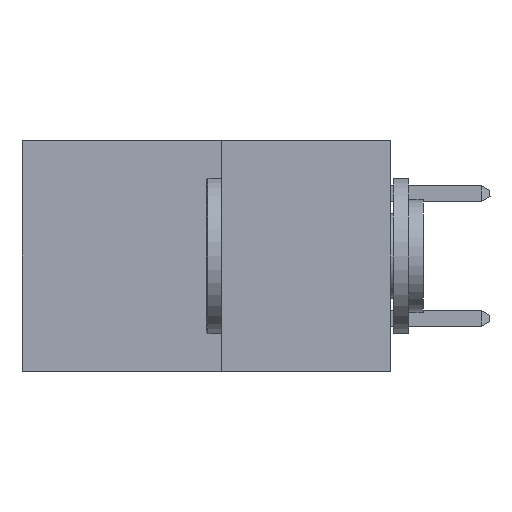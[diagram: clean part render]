
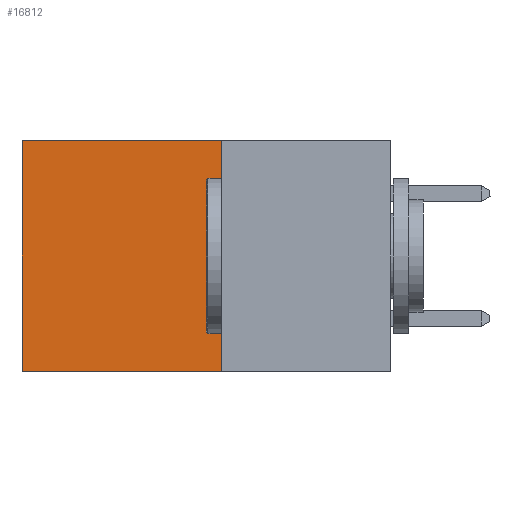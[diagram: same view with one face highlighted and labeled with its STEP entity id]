
A CAD part, left-side view. The second image highlights one B-rep face of the part: STEP entity #16812.
In plain terms, the highlighted planar face has unit normal (-1, 0, 0).
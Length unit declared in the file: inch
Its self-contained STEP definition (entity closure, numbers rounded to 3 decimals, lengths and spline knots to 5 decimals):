
#2275 = DIRECTION ( 'NONE',  ( 0., 0., -1. ) ) ;
#2353 = VECTOR ( 'NONE', #16947, 39.37008 ) ;
#2381 = CARTESIAN_POINT ( 'NONE',  ( 0.277, 0.27, 0. ) ) ;
#2749 = LINE ( 'NONE', #2768, #3661 ) ;
#2768 = CARTESIAN_POINT ( 'NONE',  ( 0.277, 0.27, 0. ) ) ;
#3605 = VERTEX_POINT ( 'NONE', #8957 ) ;
#3661 = VECTOR ( 'NONE', #5604, 39.37008 ) ;
#4718 = ORIENTED_EDGE ( 'NONE', *, *, #11402, .F. ) ;
#5604 = DIRECTION ( 'NONE',  ( 0., 1., 0. ) ) ;
#5740 = LINE ( 'NONE', #14187, #2353 ) ;
#6555 = CARTESIAN_POINT ( 'NONE',  ( 0.277, 0.27, -0.37 ) ) ;
#8008 = PLANE ( 'NONE',  #11096 ) ;
#8053 = ORIENTED_EDGE ( 'NONE', *, *, #13753, .F. ) ;
#8060 = LINE ( 'NONE', #9184, #11431 ) ;
#8194 = VERTEX_POINT ( 'NONE', #17771 ) ;
#8518 = DIRECTION ( 'NONE',  ( 0., 0., -1. ) ) ;
#8957 = CARTESIAN_POINT ( 'NONE',  ( 0.277, 0.27, -0.37 ) ) ;
#9184 = CARTESIAN_POINT ( 'NONE',  ( 0.277, 0.27, -0.37 ) ) ;
#9315 = VERTEX_POINT ( 'NONE', #11669 ) ;
#9441 = ORIENTED_EDGE ( 'NONE', *, *, #10443, .T. ) ;
#10443 = EDGE_CURVE ( 'NONE', #9315, #8194, #11290, .T. ) ;
#10636 = DIRECTION ( 'NONE',  ( 0., 0., -1. ) ) ;
#10897 = DIRECTION ( 'NONE',  ( 1., 0., 0. ) ) ;
#11096 = AXIS2_PLACEMENT_3D ( 'NONE', #6555, #10897, #2275 ) ;
#11290 = LINE ( 'NONE', #16908, #14534 ) ;
#11402 = EDGE_CURVE ( 'NONE', #16235, #3605, #8060, .T. ) ;
#11431 = VECTOR ( 'NONE', #10636, 39.37008 ) ;
#11669 = CARTESIAN_POINT ( 'NONE',  ( 0.277, 0.59, 0. ) ) ;
#12976 = FACE_OUTER_BOUND ( 'NONE', #15602, .T. ) ;
#13753 = EDGE_CURVE ( 'NONE', #3605, #8194, #5740, .T. ) ;
#14187 = CARTESIAN_POINT ( 'NONE',  ( 0.277, 0.27, -0.37 ) ) ;
#14534 = VECTOR ( 'NONE', #8518, 39.37008 ) ;
#15602 = EDGE_LOOP ( 'NONE', ( #9441, #8053, #4718, #17343 ) ) ;
#15695 = EDGE_CURVE ( 'NONE', #16235, #9315, #2749, .T. ) ;
#16235 = VERTEX_POINT ( 'NONE', #2381 ) ;
#16812 = ADVANCED_FACE ( 'NONE', ( #12976 ), #8008, .F. ) ;
#16908 = CARTESIAN_POINT ( 'NONE',  ( 0.277, 0.59, -0.37 ) ) ;
#16947 = DIRECTION ( 'NONE',  ( 0., 1., 0. ) ) ;
#17343 = ORIENTED_EDGE ( 'NONE', *, *, #15695, .T. ) ;
#17771 = CARTESIAN_POINT ( 'NONE',  ( 0.277, 0.59, -0.37 ) ) ;
